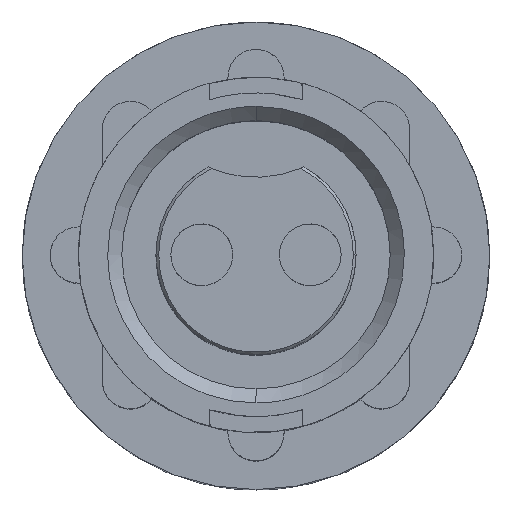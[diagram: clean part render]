
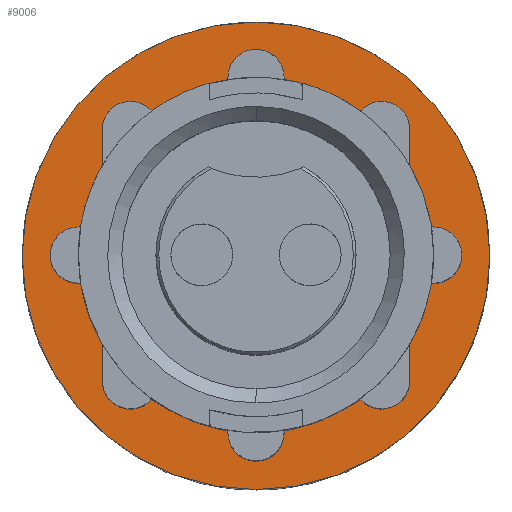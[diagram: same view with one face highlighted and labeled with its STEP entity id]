
A CAD part, top view. The second image highlights one B-rep face of the part: STEP entity #9006.
In plain terms, the highlighted planar face has unit normal (0, 0, 1).
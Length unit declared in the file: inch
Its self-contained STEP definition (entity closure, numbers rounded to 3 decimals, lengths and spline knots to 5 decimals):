
#11 = DIRECTION ( 'NONE',  ( 0., 0., -1. ) ) ;
#83 = DIRECTION ( 'NONE',  ( 1., 0., 0. ) ) ;
#427 = DIRECTION ( 'NONE',  ( 0., 0., -1. ) ) ;
#508 = DIRECTION ( 'NONE',  ( 0., 0., -1. ) ) ;
#594 = AXIS2_PLACEMENT_3D ( 'NONE', #11144, #5613, #83 ) ;
#1423 = CARTESIAN_POINT ( 'NONE',  ( -0.25, 0., 0.266 ) ) ;
#1581 = VERTEX_POINT ( 'NONE', #9493 ) ;
#3477 = ORIENTED_EDGE ( 'NONE', *, *, #10218, .F. ) ;
#3752 = VERTEX_POINT ( 'NONE', #6811 ) ;
#4604 = EDGE_LOOP ( 'NONE', ( #7773, #5445 ) ) ;
#4611 = CIRCLE ( 'NONE', #8532, 0.1705 ) ;
#4760 = AXIS2_PLACEMENT_3D ( 'NONE', #6031, #508, #6962 ) ;
#4884 = CIRCLE ( 'NONE', #4760, 0.1705 ) ;
#5445 = ORIENTED_EDGE ( 'NONE', *, *, #8846, .T. ) ;
#5539 = CARTESIAN_POINT ( 'NONE',  ( 0., 0., 0.266 ) ) ;
#5613 = DIRECTION ( 'NONE',  ( 0., 0., -1. ) ) ;
#5945 = CARTESIAN_POINT ( 'NONE',  ( 0., 0., 0.266 ) ) ;
#6031 = CARTESIAN_POINT ( 'NONE',  ( 0., 0., 0.266 ) ) ;
#6274 = DIRECTION ( 'NONE',  ( 1., 0., 0. ) ) ;
#6459 = DIRECTION ( 'NONE',  ( 1., 0., 0. ) ) ;
#6466 = CIRCLE ( 'NONE', #594, 0.25 ) ;
#6752 = FACE_BOUND ( 'NONE', #4604, .T. ) ;
#6811 = CARTESIAN_POINT ( 'NONE',  ( -0.1705, 0., 0.266 ) ) ;
#6867 = DIRECTION ( 'NONE',  ( -1., 0., 0. ) ) ;
#6962 = DIRECTION ( 'NONE',  ( -1., 0., 0. ) ) ;
#7216 = EDGE_CURVE ( 'NONE', #3752, #1581, #4611, .T. ) ;
#7291 = EDGE_LOOP ( 'NONE', ( #3477, #9850 ) ) ;
#7773 = ORIENTED_EDGE ( 'NONE', *, *, #7216, .T. ) ;
#7843 = AXIS2_PLACEMENT_3D ( 'NONE', #10876, #11809, #6274 ) ;
#8532 = AXIS2_PLACEMENT_3D ( 'NONE', #5945, #427, #6867 ) ;
#8846 = EDGE_CURVE ( 'NONE', #1581, #3752, #4884, .T. ) ;
#9006 = ADVANCED_FACE ( 'NONE', ( #11675, #6752 ), #10687, .T. ) ;
#9493 = CARTESIAN_POINT ( 'NONE',  ( 0.1705, 0., 0.266 ) ) ;
#9503 = CIRCLE ( 'NONE', #10730, 0.25 ) ;
#9834 = VERTEX_POINT ( 'NONE', #11627 ) ;
#9850 = ORIENTED_EDGE ( 'NONE', *, *, #10083, .F. ) ;
#10083 = EDGE_CURVE ( 'NONE', #11802, #9834, #9503, .T. ) ;
#10218 = EDGE_CURVE ( 'NONE', #9834, #11802, #6466, .T. ) ;
#10687 = PLANE ( 'NONE',  #7843 ) ;
#10730 = AXIS2_PLACEMENT_3D ( 'NONE', #5539, #11, #6459 ) ;
#10876 = CARTESIAN_POINT ( 'NONE',  ( 0., 0.1725, 0.266 ) ) ;
#11144 = CARTESIAN_POINT ( 'NONE',  ( 0., 0., 0.266 ) ) ;
#11627 = CARTESIAN_POINT ( 'NONE',  ( 0.25, 0., 0.266 ) ) ;
#11675 = FACE_OUTER_BOUND ( 'NONE', #7291, .T. ) ;
#11802 = VERTEX_POINT ( 'NONE', #1423 ) ;
#11809 = DIRECTION ( 'NONE',  ( 0., 0., 1. ) ) ;
